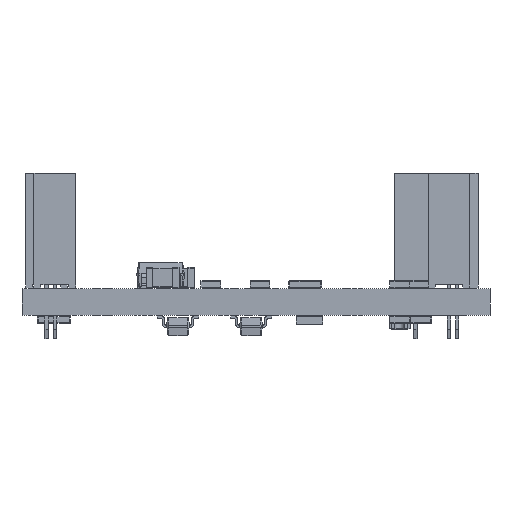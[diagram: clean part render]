
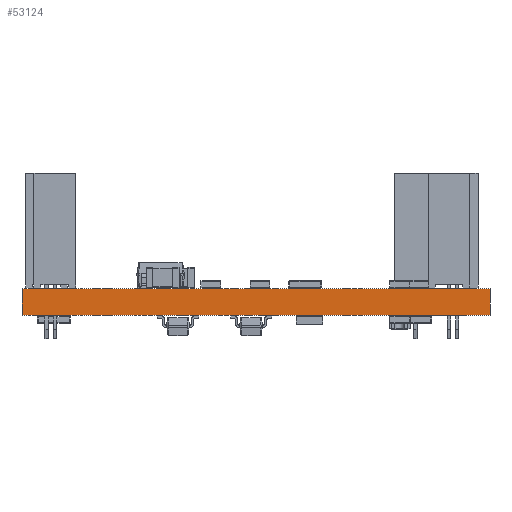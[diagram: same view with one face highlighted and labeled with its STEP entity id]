
A CAD part, front view. The second image highlights one B-rep face of the part: STEP entity #53124.
In plain terms, the highlighted planar face has unit normal (0, -1, 0).
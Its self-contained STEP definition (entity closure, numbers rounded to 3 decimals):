
#48345 = PLANE('',#48346);
#48346 = AXIS2_PLACEMENT_3D('',#48347,#48348,#48349);
#48347 = CARTESIAN_POINT('',(-14.25,-24.25,0.));
#48348 = DIRECTION('',(-1.,0.,0.));
#48349 = DIRECTION('',(0.,1.,0.));
#48373 = PLANE('',#48374);
#48374 = AXIS2_PLACEMENT_3D('',#48375,#48376,#48377);
#48375 = CARTESIAN_POINT('',(0.,0.,1.6));
#48376 = DIRECTION('',(-0.,-0.,-1.));
#48377 = DIRECTION('',(-1.,0.,0.));
#48401 = PLANE('',#48402);
#48402 = AXIS2_PLACEMENT_3D('',#48403,#48404,#48405);
#48403 = CARTESIAN_POINT('',(14.25,24.25,0.));
#48404 = DIRECTION('',(1.,0.,-0.));
#48405 = DIRECTION('',(0.,-1.,0.));
#48427 = PLANE('',#48428);
#48428 = AXIS2_PLACEMENT_3D('',#48429,#48430,#48431);
#48429 = CARTESIAN_POINT('',(0.,0.,0.));
#48430 = DIRECTION('',(-0.,-0.,-1.));
#48431 = DIRECTION('',(-1.,0.,0.));
#48442 = EDGE_CURVE('',#48443,#48445,#48447,.T.);
#48443 = VERTEX_POINT('',#48444);
#48444 = CARTESIAN_POINT('',(-14.25,-24.25,0.));
#48445 = VERTEX_POINT('',#48446);
#48446 = CARTESIAN_POINT('',(-14.25,-24.25,1.6));
#48447 = SURFACE_CURVE('',#48448,(#48452,#48459),.PCURVE_S1.);
#48448 = LINE('',#48449,#48450);
#48449 = CARTESIAN_POINT('',(-14.25,-24.25,0.));
#48450 = VECTOR('',#48451,1.);
#48451 = DIRECTION('',(0.,0.,1.));
#48452 = PCURVE('',#48345,#48453);
#48453 = DEFINITIONAL_REPRESENTATION('',(#48454),#48458);
#48454 = LINE('',#48455,#48456);
#48455 = CARTESIAN_POINT('',(0.,0.));
#48456 = VECTOR('',#48457,1.);
#48457 = DIRECTION('',(0.,-1.));
#48458 = ( GEOMETRIC_REPRESENTATION_CONTEXT(2) 
PARAMETRIC_REPRESENTATION_CONTEXT() REPRESENTATION_CONTEXT('2D SPACE',''
  ) );
#48459 = PCURVE('',#48460,#48465);
#48460 = PLANE('',#48461);
#48461 = AXIS2_PLACEMENT_3D('',#48462,#48463,#48464);
#48462 = CARTESIAN_POINT('',(14.25,-24.25,0.));
#48463 = DIRECTION('',(0.,-1.,0.));
#48464 = DIRECTION('',(-1.,0.,0.));
#48465 = DEFINITIONAL_REPRESENTATION('',(#48466),#48470);
#48466 = LINE('',#48467,#48468);
#48467 = CARTESIAN_POINT('',(28.5,0.));
#48468 = VECTOR('',#48469,1.);
#48469 = DIRECTION('',(0.,-1.));
#48470 = ( GEOMETRIC_REPRESENTATION_CONTEXT(2) 
PARAMETRIC_REPRESENTATION_CONTEXT() REPRESENTATION_CONTEXT('2D SPACE',''
  ) );
#48520 = VERTEX_POINT('',#48521);
#48521 = CARTESIAN_POINT('',(14.25,-24.25,1.6));
#48542 = EDGE_CURVE('',#48543,#48520,#48545,.T.);
#48543 = VERTEX_POINT('',#48544);
#48544 = CARTESIAN_POINT('',(14.25,-24.25,0.));
#48545 = SURFACE_CURVE('',#48546,(#48550,#48557),.PCURVE_S1.);
#48546 = LINE('',#48547,#48548);
#48547 = CARTESIAN_POINT('',(14.25,-24.25,0.));
#48548 = VECTOR('',#48549,1.);
#48549 = DIRECTION('',(0.,0.,1.));
#48550 = PCURVE('',#48401,#48551);
#48551 = DEFINITIONAL_REPRESENTATION('',(#48552),#48556);
#48552 = LINE('',#48553,#48554);
#48553 = CARTESIAN_POINT('',(48.5,0.));
#48554 = VECTOR('',#48555,1.);
#48555 = DIRECTION('',(0.,-1.));
#48556 = ( GEOMETRIC_REPRESENTATION_CONTEXT(2) 
PARAMETRIC_REPRESENTATION_CONTEXT() REPRESENTATION_CONTEXT('2D SPACE',''
  ) );
#48557 = PCURVE('',#48460,#48558);
#48558 = DEFINITIONAL_REPRESENTATION('',(#48559),#48563);
#48559 = LINE('',#48560,#48561);
#48560 = CARTESIAN_POINT('',(0.,-0.));
#48561 = VECTOR('',#48562,1.);
#48562 = DIRECTION('',(0.,-1.));
#48563 = ( GEOMETRIC_REPRESENTATION_CONTEXT(2) 
PARAMETRIC_REPRESENTATION_CONTEXT() REPRESENTATION_CONTEXT('2D SPACE',''
  ) );
#48591 = EDGE_CURVE('',#48543,#48443,#48592,.T.);
#48592 = SURFACE_CURVE('',#48593,(#48597,#48604),.PCURVE_S1.);
#48593 = LINE('',#48594,#48595);
#48594 = CARTESIAN_POINT('',(14.25,-24.25,0.));
#48595 = VECTOR('',#48596,1.);
#48596 = DIRECTION('',(-1.,0.,0.));
#48597 = PCURVE('',#48427,#48598);
#48598 = DEFINITIONAL_REPRESENTATION('',(#48599),#48603);
#48599 = LINE('',#48600,#48601);
#48600 = CARTESIAN_POINT('',(-14.25,-24.25));
#48601 = VECTOR('',#48602,1.);
#48602 = DIRECTION('',(1.,0.));
#48603 = ( GEOMETRIC_REPRESENTATION_CONTEXT(2) 
PARAMETRIC_REPRESENTATION_CONTEXT() REPRESENTATION_CONTEXT('2D SPACE',''
  ) );
#48604 = PCURVE('',#48460,#48605);
#48605 = DEFINITIONAL_REPRESENTATION('',(#48606),#48610);
#48606 = LINE('',#48607,#48608);
#48607 = CARTESIAN_POINT('',(0.,-0.));
#48608 = VECTOR('',#48609,1.);
#48609 = DIRECTION('',(1.,0.));
#48610 = ( GEOMETRIC_REPRESENTATION_CONTEXT(2) 
PARAMETRIC_REPRESENTATION_CONTEXT() REPRESENTATION_CONTEXT('2D SPACE',''
  ) );
#51033 = EDGE_CURVE('',#48520,#48445,#51034,.T.);
#51034 = SURFACE_CURVE('',#51035,(#51039,#51046),.PCURVE_S1.);
#51035 = LINE('',#51036,#51037);
#51036 = CARTESIAN_POINT('',(14.25,-24.25,1.6));
#51037 = VECTOR('',#51038,1.);
#51038 = DIRECTION('',(-1.,0.,0.));
#51039 = PCURVE('',#48373,#51040);
#51040 = DEFINITIONAL_REPRESENTATION('',(#51041),#51045);
#51041 = LINE('',#51042,#51043);
#51042 = CARTESIAN_POINT('',(-14.25,-24.25));
#51043 = VECTOR('',#51044,1.);
#51044 = DIRECTION('',(1.,0.));
#51045 = ( GEOMETRIC_REPRESENTATION_CONTEXT(2) 
PARAMETRIC_REPRESENTATION_CONTEXT() REPRESENTATION_CONTEXT('2D SPACE',''
  ) );
#51046 = PCURVE('',#48460,#51047);
#51047 = DEFINITIONAL_REPRESENTATION('',(#51048),#51052);
#51048 = LINE('',#51049,#51050);
#51049 = CARTESIAN_POINT('',(0.,-1.6));
#51050 = VECTOR('',#51051,1.);
#51051 = DIRECTION('',(1.,0.));
#51052 = ( GEOMETRIC_REPRESENTATION_CONTEXT(2) 
PARAMETRIC_REPRESENTATION_CONTEXT() REPRESENTATION_CONTEXT('2D SPACE',''
  ) );
#53124 = ADVANCED_FACE('',(#53125),#48460,.T.);
#53125 = FACE_BOUND('',#53126,.T.);
#53126 = EDGE_LOOP('',(#53127,#53128,#53129,#53130));
#53127 = ORIENTED_EDGE('',*,*,#48542,.T.);
#53128 = ORIENTED_EDGE('',*,*,#51033,.T.);
#53129 = ORIENTED_EDGE('',*,*,#48442,.F.);
#53130 = ORIENTED_EDGE('',*,*,#48591,.F.);
